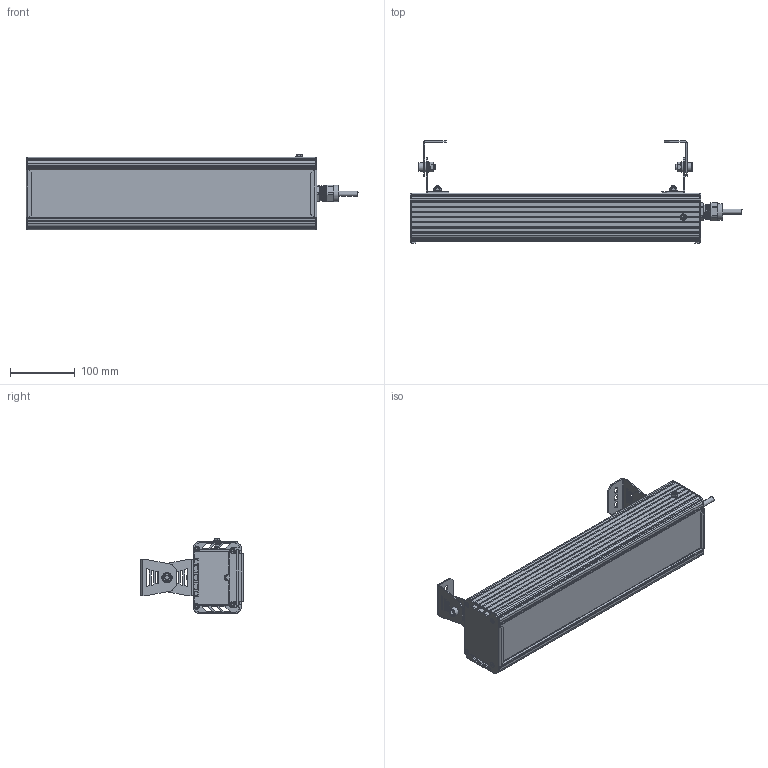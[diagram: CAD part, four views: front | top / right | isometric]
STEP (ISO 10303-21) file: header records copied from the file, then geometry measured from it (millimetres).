
FILE_DESCRIPTION(('STEP AP214'), '1');
FILE_NAME('001.0090.16.000 - ÃÑÏ-Ïðèìà-2Åõ-60', '2024-04-02T06:11:16', ('Åâãåíèé'), ('ÎÊÁ Ñâîé Ñòèëü'), 'C3D Converter', 'C3D Toolkit', '');
FILE_SCHEMA(('AUTOMOTIVE_DESIGN { 1 0 10303 214 3 1 1}'));
Length unit declared in the file: millimetre
Products named in the file (36): 001.0090.16.000; 001.0065.01.000
Assembly tree (62 placements, depth 3):
  001.0090.16.000
    (unnamed)
      (unnamed)  x4
      (unnamed)  x4
      (unnamed)
      (unnamed)
      (unnamed)
      (unnamed)
      (unnamed)
      (unnamed)
      (unnamed)
      (unnamed)
      (unnamed)
      (unnamed)
    (unnamed)  x6
      (unnamed)
      (unnamed)
      (unnamed)
      (unnamed)
      (unnamed)
      (unnamed)
      (unnamed)
      (unnamed)
      (unnamed)
    (unnamed)
      (unnamed)
    001.0065.01.000  x2
      (unnamed)
      (unnamed)
      (unnamed)
      (unnamed)
      (unnamed)
      (unnamed)
      (unnamed)
      (unnamed)
      (unnamed)
Bounding box: 514 x 158.42 x 117.15 mm (x, y, z)
Volume: 891850.3 mm3; surface area: 772851.4 mm2
Topology: 244 solids, 244 shells, 3019 faces, 7219 edges, 4794 vertices
Faces by surface type: plane 1939, cylinder 870, cone 145, bspline 43, sphere 18, torus 4
Full cylindrical faces by diameter (mm): 1 x18, 2 x12, 2.5 x24, 2.8 x150, 3.2 x18, 3.5 x30, 4 x9, 5 x3, 6 x5, 6.375 x2, 7 x2, 8 x12, 8.5 x8, 10 x1, 12 x2, 12.5 x1, 13 x1, 13.333 x2, 16 x5, 17 x1, 18 x1, 18.5 x1, 19 x1, 20 x1, 21.5 x1, 22 x2, 25.5 x1
Entity records: 87629 total; most frequent: CARTESIAN_POINT 38657, DIRECTION 7362, ORIENTED_EDGE 6062, EDGE_CURVE 3031, AXIS2_PLACEMENT_3D 2730, COLOUR_RGB 2367, PRESENTATION_STYLE_ASSIGNMENT 2367, VERTEX_POINT 2069
